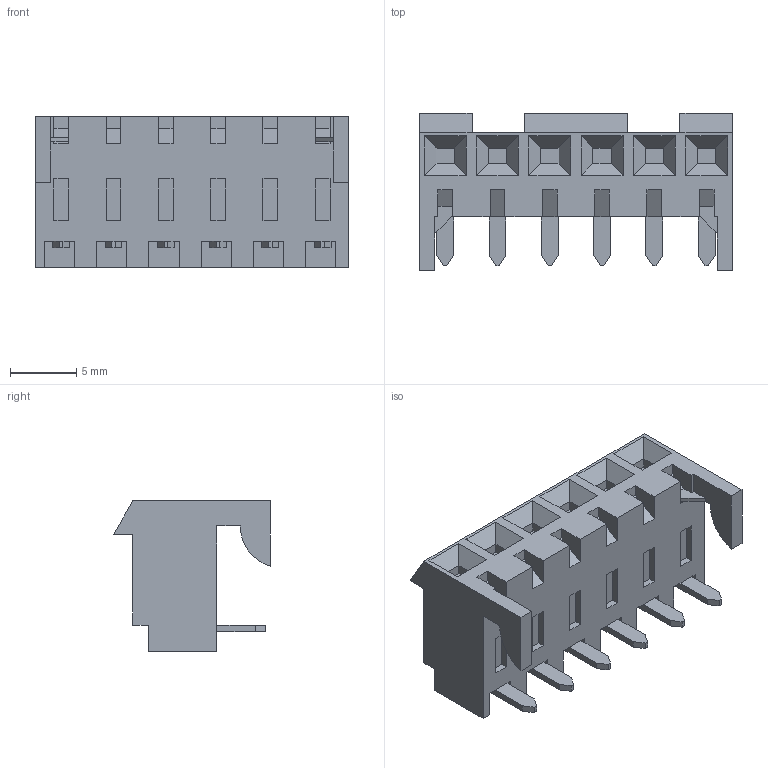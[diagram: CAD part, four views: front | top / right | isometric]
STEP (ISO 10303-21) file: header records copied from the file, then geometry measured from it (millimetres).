
FILE_DESCRIPTION(('STEP AP242'),'1');
FILE_NAME('0009481064.stp','2025-04-28T16:23:17',('TraceParts'),('TraceParts S.A.'),'Spatial InterOp 3D',' ',' ');
FILE_SCHEMA(('AP242_MANAGED_MODEL_BASED_3D_ENGINEERING_MIM_LF {1 0 10303 442 1 1 4}'));
Length unit declared in the file: millimetre
Products named in the file (1): 0009481064_1
Bounding box: 23.67 x 11.89 x 11.4 mm (x, y, z)
Volume: 1454.7 mm3; surface area: 1379.7 mm2
Topology: 1 solids, 1 shells, 218 faces, 592 edges, 408 vertices
Faces by surface type: plane 210, cylinder 8
Entity records: 6706 total; most frequent: CARTESIAN_POINT 1180, ORIENTED_EDGE 1144, DIRECTION 1060, EDGE_CURVE 572, LINE 564, VECTOR 564, VERTEX_POINT 368, AXIS2_PLACEMENT_3D 248
